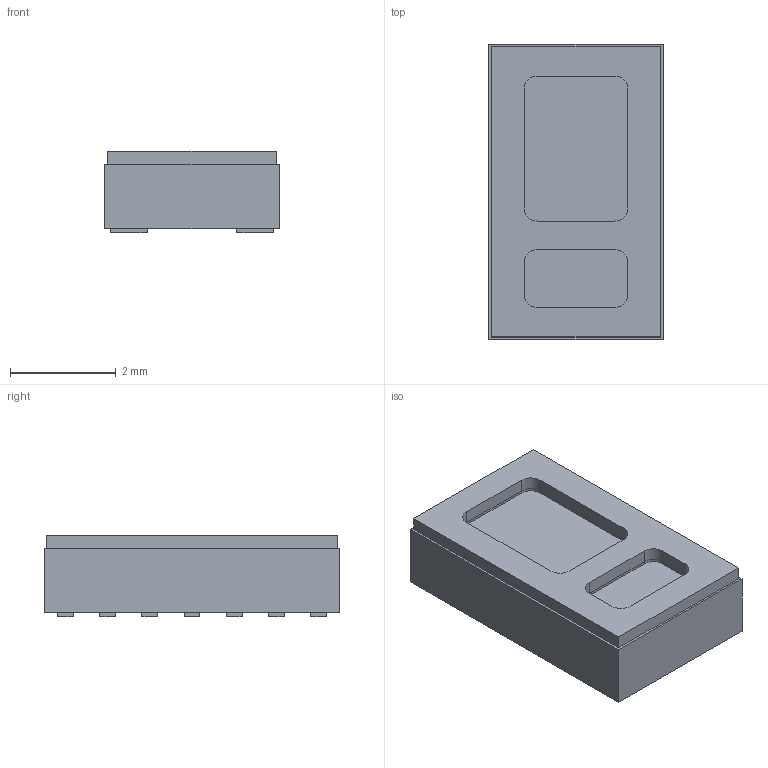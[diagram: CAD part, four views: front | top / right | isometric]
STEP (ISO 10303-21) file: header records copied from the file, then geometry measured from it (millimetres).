
FILE_DESCRIPTION(('FreeCAD Model'),'2;1');
FILE_NAME('MAX30101EFD+.step','2020-01-21T17:05:10', ('Author'),(''),'Open CASCADE STEP processor 7.3','FreeCAD','Unknown' );
FILE_SCHEMA(('AUTOMOTIVE_DESIGN { 1 0 10303 214 1 1 1 1 }'));
Length unit declared in the file: millimetre
Products named in the file (1): User_Library-MAX30101
Bounding box: 3.3 x 5.6 x 1.55 mm (x, y, z)
Volume: 24.9 mm3; surface area: 96.4 mm2
Topology: 16 solids, 16 shells, 139 faces, 918 edges, 2652 vertices
Faces by surface type: plane 117, cylinder 16, cone 6
Entity records: 16031 total; most frequent: CARTESIAN_POINT 4502, DIRECTION 1912, LINE 1354, VECTOR 1354, GEOMETRIC_CURVE_SET 613, ORIENTED_EDGE 612, PCURVE 612, DEFINITIONAL_REPRESENTATION 612
